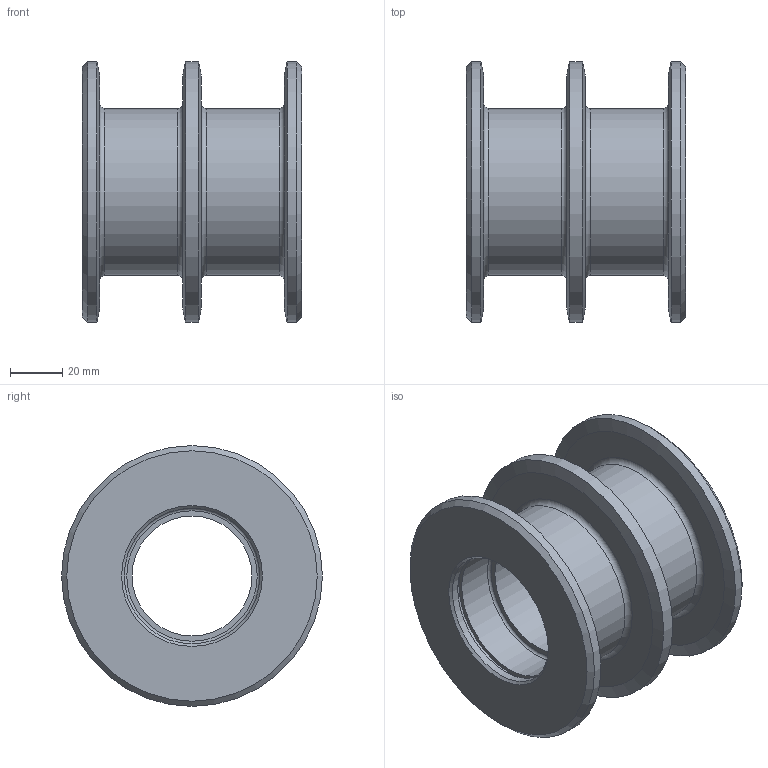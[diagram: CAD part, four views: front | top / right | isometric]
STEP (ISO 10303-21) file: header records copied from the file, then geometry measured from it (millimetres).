
FILE_DESCRIPTION(/* description */ (''),/* implementation_level */ '2;1');
FILE_NAME(/* name */ 'Poulie tete de vrin.stp',/* time_stamp */ '2023-02-01T11:21:22+01:00',/* author */ ('snowak'),/* organization */ (''),/* preprocessor_version */ 'ST-DEVELOPER v19.2',/* originating_system */ 'Autodesk Inventor 2023',/* authorisation */ '');
FILE_SCHEMA (('AUTOMOTIVE_DESIGN { 1 0 10303 214 3 1 1 }'));
Length unit declared in the file: millimetre
Products named in the file (1): 22005-04
Bounding box: 84 x 100 x 100 mm (x, y, z)
Volume: 199214.3 mm3; surface area: 61164.9 mm2
Topology: 1 solids, 1 shells, 38 faces, 70 edges, 44 vertices
Faces by surface type: plane 12, cylinder 12, cone 8, torus 6
Full cylindrical faces by diameter (mm): 46 x1, 52 x4, 55 x2, 64 x2, 100 x3
Entity records: 1007 total; most frequent: DIRECTION 198, CARTESIAN_POINT 153, ORIENTED_EDGE 140, AXIS2_PLACEMENT_3D 89, EDGE_CURVE 70, EDGE_LOOP 50, CIRCLE 50, VERTEX_POINT 44
